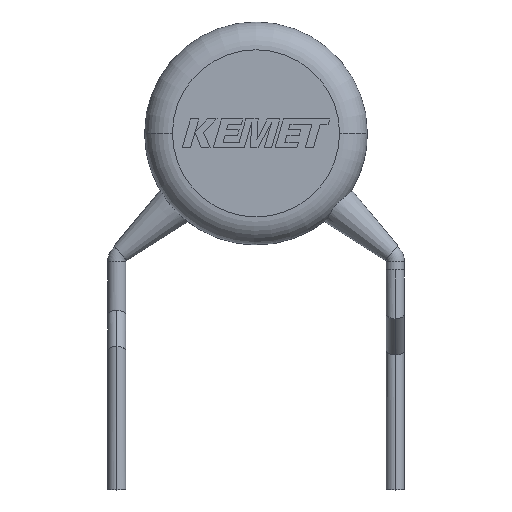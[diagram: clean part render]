
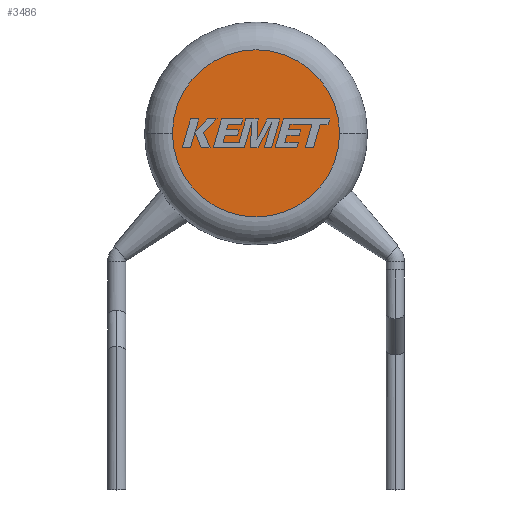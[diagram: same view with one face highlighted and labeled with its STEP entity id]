
A CAD part, top view. The second image highlights one B-rep face of the part: STEP entity #3486.
In plain terms, the highlighted planar face has unit normal (0, 0, 1).
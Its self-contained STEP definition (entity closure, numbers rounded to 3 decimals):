
#142 = DIRECTION ( 'NONE',  ( 1., 0., 0. ) ) ;
#159 = DIRECTION ( 'NONE',  ( 0., 0., 1. ) ) ;
#166 = VERTEX_POINT ( 'NONE', #1712 ) ;
#215 = CIRCLE ( 'NONE', #1888, 3. ) ;
#1349 = DIRECTION ( 'NONE',  ( 1., 0., 0. ) ) ;
#1450 = CARTESIAN_POINT ( 'NONE',  ( 0., 0., 5.5 ) ) ;
#1664 = CARTESIAN_POINT ( 'NONE',  ( 0., 0., 5.5 ) ) ;
#1712 = CARTESIAN_POINT ( 'NONE',  ( -3., 0., 5.5 ) ) ;
#1837 = CIRCLE ( 'NONE', #3751, 3. ) ;
#1865 = ORIENTED_EDGE ( 'NONE', *, *, #2177, .T. ) ;
#1886 = EDGE_LOOP ( 'NONE', ( #1865, #1921 ) ) ;
#1888 = AXIS2_PLACEMENT_3D ( 'NONE', #1664, #3332, #3951 ) ;
#1890 = PLANE ( 'NONE',  #3240 ) ;
#1921 = ORIENTED_EDGE ( 'NONE', *, *, #1956, .T. ) ;
#1956 = EDGE_CURVE ( 'NONE', #166, #2072, #1837, .T. ) ;
#2072 = VERTEX_POINT ( 'NONE', #3903 ) ;
#2177 = EDGE_CURVE ( 'NONE', #2072, #166, #215, .T. ) ;
#2709 = DIRECTION ( 'NONE',  ( 0., 0., 1. ) ) ;
#2932 = FACE_OUTER_BOUND ( 'NONE', #1886, .T. ) ;
#3099 = CARTESIAN_POINT ( 'NONE',  ( 0., 0., 5.5 ) ) ;
#3240 = AXIS2_PLACEMENT_3D ( 'NONE', #3099, #2709, #1349 ) ;
#3332 = DIRECTION ( 'NONE',  ( 0., 0., 1. ) ) ;
#3486 = ADVANCED_FACE ( 'NONE', ( #2932 ), #1890, .T. ) ;
#3751 = AXIS2_PLACEMENT_3D ( 'NONE', #1450, #159, #142 ) ;
#3903 = CARTESIAN_POINT ( 'NONE',  ( 3., 0., 5.5 ) ) ;
#3951 = DIRECTION ( 'NONE',  ( 1., 0., 0. ) ) ;
